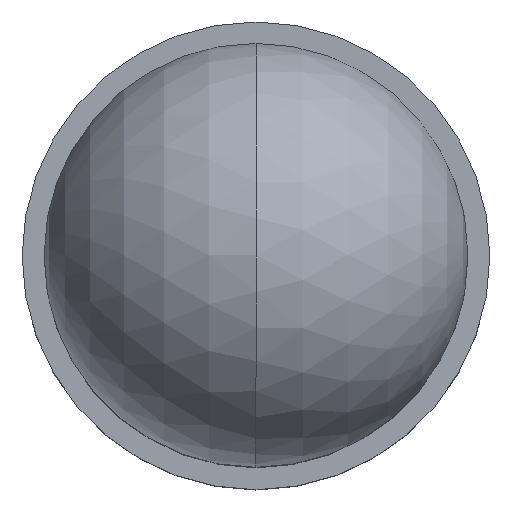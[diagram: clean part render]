
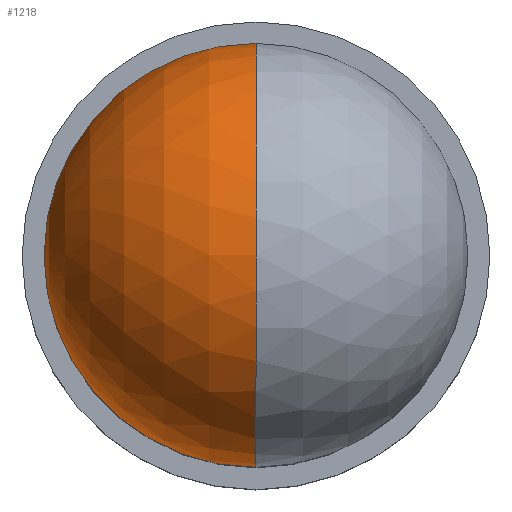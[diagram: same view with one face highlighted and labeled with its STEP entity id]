
A CAD part, top view. The second image highlights one B-rep face of the part: STEP entity #1218.
In plain terms, the highlighted spherical face has radius 1.45 mm.
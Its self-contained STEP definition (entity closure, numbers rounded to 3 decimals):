
#21 = AXIS2_PLACEMENT_3D ( 'NONE', #264, #1793, #1668 ) ;
#50 = CARTESIAN_POINT ( 'NONE',  ( 0., 0., 1.45 ) ) ;
#55 = AXIS2_PLACEMENT_3D ( 'NONE', #1686, #1143, #1707 ) ;
#90 = VERTEX_POINT ( 'NONE', #179 ) ;
#100 = EDGE_CURVE ( 'NONE', #90, #328, #837, .T. ) ;
#111 = VERTEX_POINT ( 'NONE', #1782 ) ;
#179 = CARTESIAN_POINT ( 'NONE',  ( 0., -1.45, 0. ) ) ;
#264 = CARTESIAN_POINT ( 'NONE',  ( 0., 0., 0. ) ) ;
#282 = CIRCLE ( 'NONE', #21, 1.45 ) ;
#328 = VERTEX_POINT ( 'NONE', #50 ) ;
#489 = AXIS2_PLACEMENT_3D ( 'NONE', #554, #708, #1807 ) ;
#512 = CARTESIAN_POINT ( 'NONE',  ( 0., 0., 0. ) ) ;
#554 = CARTESIAN_POINT ( 'NONE',  ( 0., 0., 0. ) ) ;
#579 = ORIENTED_EDGE ( 'NONE', *, *, #1643, .T. ) ;
#616 = CARTESIAN_POINT ( 'NONE',  ( 0., 0., 0. ) ) ;
#654 = DIRECTION ( 'NONE',  ( 0., 0., 1. ) ) ;
#692 = AXIS2_PLACEMENT_3D ( 'NONE', #616, #1159, #1722 ) ;
#708 = DIRECTION ( 'NONE',  ( -1., 0., 0. ) ) ;
#761 = ORIENTED_EDGE ( 'NONE', *, *, #1484, .T. ) ;
#837 = CIRCLE ( 'NONE', #692, 1.45 ) ;
#886 = VERTEX_POINT ( 'NONE', #1401 ) ;
#1072 = DIRECTION ( 'NONE',  ( 1., 0., 0. ) ) ;
#1096 = AXIS2_PLACEMENT_3D ( 'NONE', #512, #654, #1072 ) ;
#1143 = DIRECTION ( 'NONE',  ( 0., 0., 1. ) ) ;
#1159 = DIRECTION ( 'NONE',  ( -1., 0., 0. ) ) ;
#1177 = ORIENTED_EDGE ( 'NONE', *, *, #100, .T. ) ;
#1218 = ADVANCED_FACE ( 'NONE', ( #1662 ), #1237, .T. ) ;
#1237 = SPHERICAL_SURFACE ( 'NONE', #489, 1.45 ) ;
#1289 = ORIENTED_EDGE ( 'NONE', *, *, #1584, .F. ) ;
#1355 = CIRCLE ( 'NONE', #1096, 1.45 ) ;
#1401 = CARTESIAN_POINT ( 'NONE',  ( -1.45, 0., 0. ) ) ;
#1476 = EDGE_LOOP ( 'NONE', ( #579, #761, #1177, #1289 ) ) ;
#1484 = EDGE_CURVE ( 'NONE', #886, #90, #1355, .T. ) ;
#1584 = EDGE_CURVE ( 'NONE', #111, #328, #282, .T. ) ;
#1643 = EDGE_CURVE ( 'NONE', #111, #886, #1777, .T. ) ;
#1662 = FACE_OUTER_BOUND ( 'NONE', #1476, .T. ) ;
#1668 = DIRECTION ( 'NONE',  ( 0., 0., -1. ) ) ;
#1686 = CARTESIAN_POINT ( 'NONE',  ( 0., 0., 0. ) ) ;
#1707 = DIRECTION ( 'NONE',  ( 1., 0., 0. ) ) ;
#1722 = DIRECTION ( 'NONE',  ( 0., -1., 0. ) ) ;
#1777 = CIRCLE ( 'NONE', #55, 1.45 ) ;
#1782 = CARTESIAN_POINT ( 'NONE',  ( 0., 1.45, 0. ) ) ;
#1793 = DIRECTION ( 'NONE',  ( 1., 0., 0. ) ) ;
#1807 = DIRECTION ( 'NONE',  ( 0., 1., 0. ) ) ;
